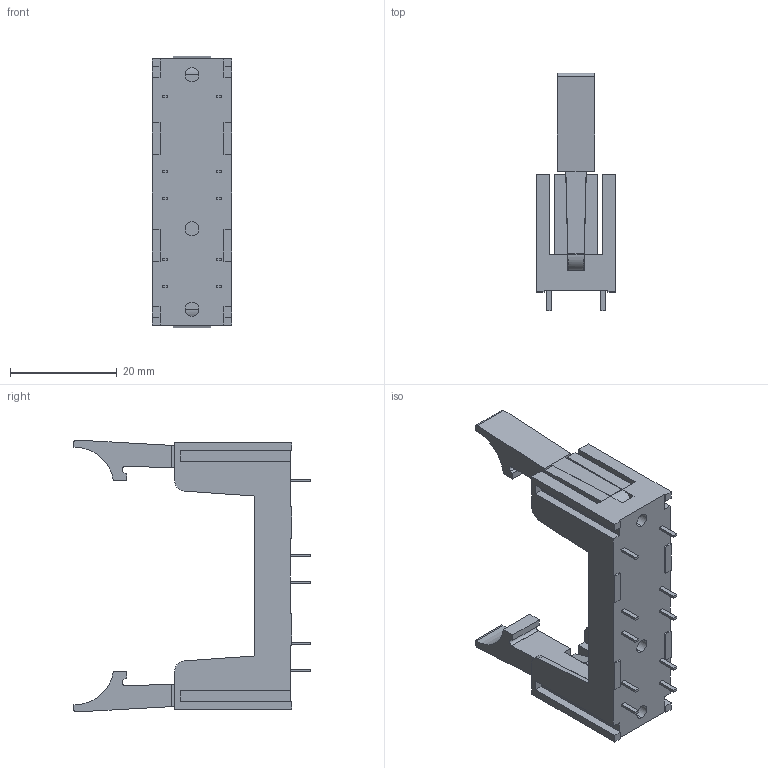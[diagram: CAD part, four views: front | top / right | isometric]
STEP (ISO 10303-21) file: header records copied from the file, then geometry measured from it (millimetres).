
FILE_DESCRIPTION (( 'STEP AP203' ), '1' );
FILE_NAME ('P7SA_10P.step', '2008-10-01T08:33:09', ( 'OSMC1.0 ' ), ( ' ' ), 'SwSTEP 2.0', 'SolidWorks 2002025', '' );
FILE_SCHEMA (( 'CONFIG_CONTROL_DESIGN' ));
Length unit declared in the file: millimetre
Products named in the file (3): P7SA_10P; P7SA_10P_HOOK; P7SA_10P_BASE
Assembly tree (3 placements, depth 2):
  P7SA_10P
    P7SA_10P_BASE
    P7SA_10P_HOOK  x2
Bounding box: 15 x 44.5 x 51 mm (x, y, z)
Volume: 7587.9 mm3; surface area: 7389.5 mm2
Topology: 3 solids, 3 shells, 329 faces, 832 edges, 548 vertices
Faces by surface type: plane 291, cylinder 38
Entity records: 9184 total; most frequent: CARTESIAN_POINT 1613, ORIENTED_EDGE 1518, DIRECTION 1395, EDGE_CURVE 759, LINE 703, VECTOR 703, VERTEX_POINT 500, AXIS2_PLACEMENT_3D 346
